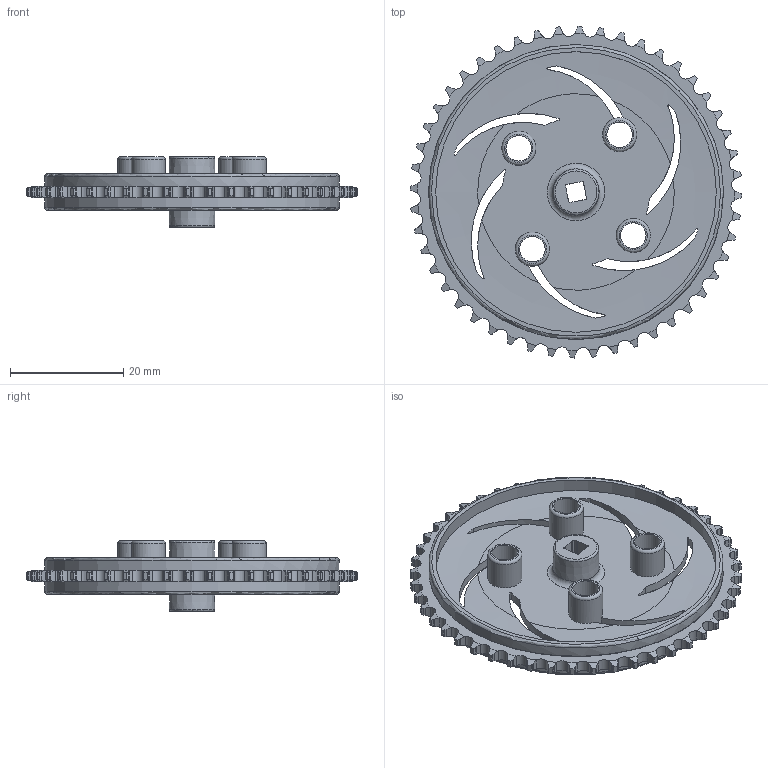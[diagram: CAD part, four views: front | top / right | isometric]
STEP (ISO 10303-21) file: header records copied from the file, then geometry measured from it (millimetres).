
FILE_DESCRIPTION(/* description */ (''),/* implementation_level */ '2;1');
FILE_NAME(/* name */ '48-Tooth Sprocket.ipt.step',/* time_stamp */ '2020-04-16T22:55:17-04:00',/* author */ ('Jordan'),/* organization */ (''),/* preprocessor_version */ 'ST-DEVELOPER v17',/* originating_system */ 'Autodesk Inventor 2019',/* authorisation */ '');
FILE_SCHEMA (('AUTOMOTIVE_DESIGN { 1 0 10303 214 3 1 1 }'));
Length unit declared in the file: inch
Products named in the file (1): 48-Tooth Sprocket
Bounding box: 58.59 x 58.59 x 12.5 mm (x, y, z)
Volume: 5382 mm3; surface area: 8005.2 mm2
Topology: 1 solids, 1 shells, 592 faces, 1857 edges, 1263 vertices
Faces by surface type: cylinder 332, plane 136, cone 98, bspline 14, torus 12
Full cylindrical faces by diameter (mm): 4.51 x4, 6 x4, 49.54 x2, 51.94 x2
Entity records: 25177 total; most frequent: CARTESIAN_POINT 9466, ORIENTED_EDGE 3714, DIRECTION 3002, EDGE_CURVE 1857, VERTEX_POINT 1263, AXIS2_PLACEMENT_3D 1237, CIRCLE 631, EDGE_LOOP 610
